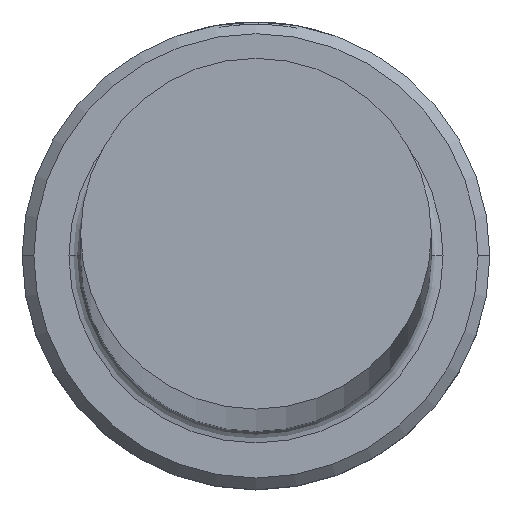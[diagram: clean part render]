
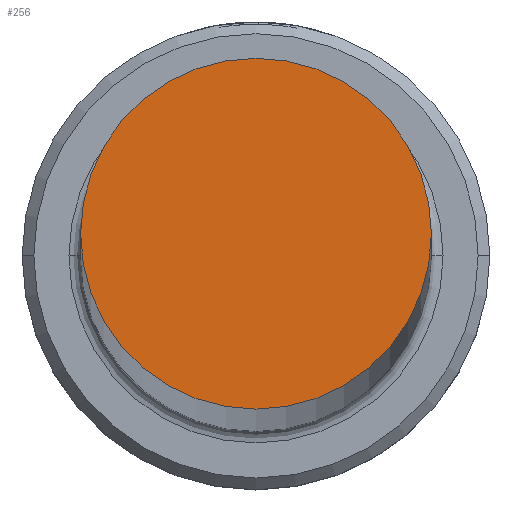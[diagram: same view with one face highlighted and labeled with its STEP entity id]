
A CAD part, top view. The second image highlights one B-rep face of the part: STEP entity #256.
In plain terms, the highlighted planar face has unit normal (0, 0, 1).
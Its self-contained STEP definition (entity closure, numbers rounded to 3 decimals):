
#43 = ORIENTED_EDGE ( 'NONE', *, *, #812, .T. ) ;
#98 = VERTEX_POINT ( 'NONE', #657 ) ;
#145 = AXIS2_PLACEMENT_3D ( 'NONE', #1067, #499, #1147 ) ;
#218 = ORIENTED_EDGE ( 'NONE', *, *, #676, .T. ) ;
#246 = EDGE_LOOP ( 'NONE', ( #43, #218 ) ) ;
#256 = ADVANCED_FACE ( 'NONE', ( #976 ), #1181, .T. ) ;
#499 = DIRECTION ( 'NONE',  ( 0., 0., 1. ) ) ;
#524 = DIRECTION ( 'NONE',  ( 0., 0., 1. ) ) ;
#531 = CIRCLE ( 'NONE', #145, 7.5 ) ;
#657 = CARTESIAN_POINT ( 'NONE',  ( -7.5, 0., 550. ) ) ;
#676 = EDGE_CURVE ( 'NONE', #913, #98, #531, .T. ) ;
#726 = DIRECTION ( 'NONE',  ( 1., 0., 0. ) ) ;
#812 = EDGE_CURVE ( 'NONE', #98, #913, #1010, .T. ) ;
#815 = AXIS2_PLACEMENT_3D ( 'NONE', #1089, #524, #1169 ) ;
#819 = DIRECTION ( 'NONE',  ( 0., 0., 1. ) ) ;
#847 = AXIS2_PLACEMENT_3D ( 'NONE', #1176, #819, #726 ) ;
#913 = VERTEX_POINT ( 'NONE', #1119 ) ;
#976 = FACE_OUTER_BOUND ( 'NONE', #246, .T. ) ;
#1010 = CIRCLE ( 'NONE', #815, 7.5 ) ;
#1067 = CARTESIAN_POINT ( 'NONE',  ( 0., 0., 550. ) ) ;
#1089 = CARTESIAN_POINT ( 'NONE',  ( 0., 0., 550. ) ) ;
#1119 = CARTESIAN_POINT ( 'NONE',  ( 7.5, 0., 550. ) ) ;
#1147 = DIRECTION ( 'NONE',  ( 1., 0., 0. ) ) ;
#1169 = DIRECTION ( 'NONE',  ( 1., 0., 0. ) ) ;
#1176 = CARTESIAN_POINT ( 'NONE',  ( 0., 0., 550. ) ) ;
#1181 = PLANE ( 'NONE',  #847 ) ;
